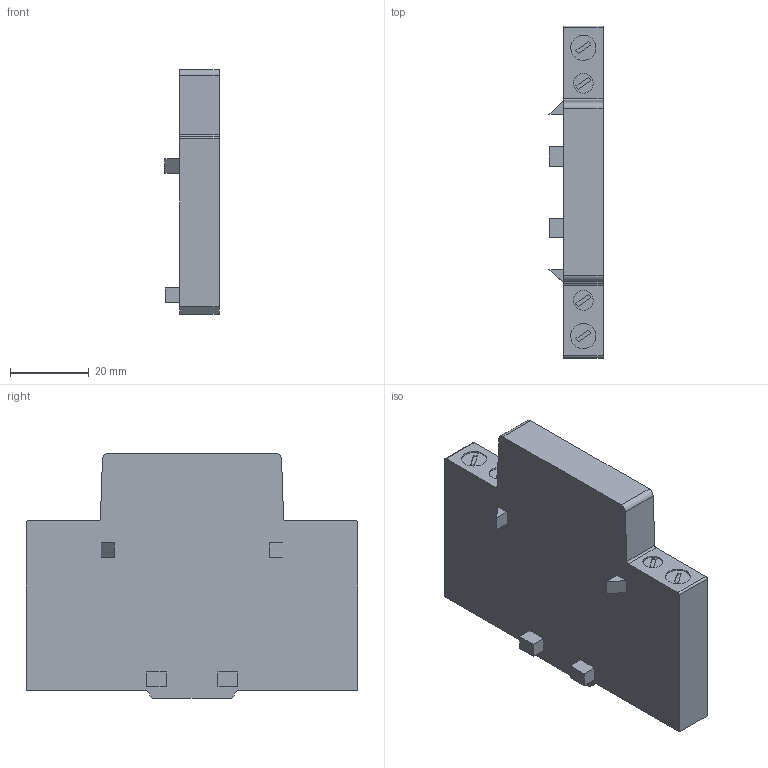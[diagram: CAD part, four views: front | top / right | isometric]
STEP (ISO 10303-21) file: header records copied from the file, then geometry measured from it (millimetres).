
FILE_DESCRIPTION((''),'2;1');
FILE_NAME('3d_11CNH11.stp','2012-10-03T14:51:38',(''),(''),'Mechanical Desktop 2011','Mechanical Desktop 2011',', , ');
FILE_SCHEMA(('CONFIG_CONTROL_DESIGN'));
Length unit declared in the file: millimetre
Products named in the file (1): Product
Bounding box: 13.71 x 84 x 62 mm (x, y, z)
Volume: 44470.7 mm3; surface area: 11968.1 mm2
Topology: 1 solids, 1 shells, 70 faces, 176 edges, 120 vertices
Faces by surface type: plane 48, cylinder 22
Entity records: 2211 total; most frequent: DIRECTION 370, CARTESIAN_POINT 367, ORIENTED_EDGE 352, EDGE_CURVE 176, VECTOR 124, LINE 124, AXIS2_PLACEMENT_3D 123, VERTEX_POINT 120
